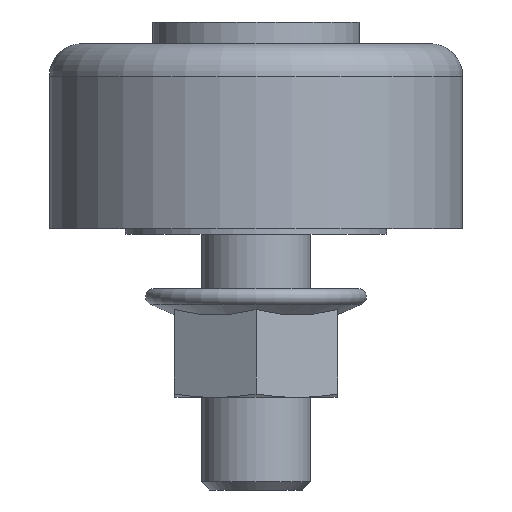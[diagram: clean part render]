
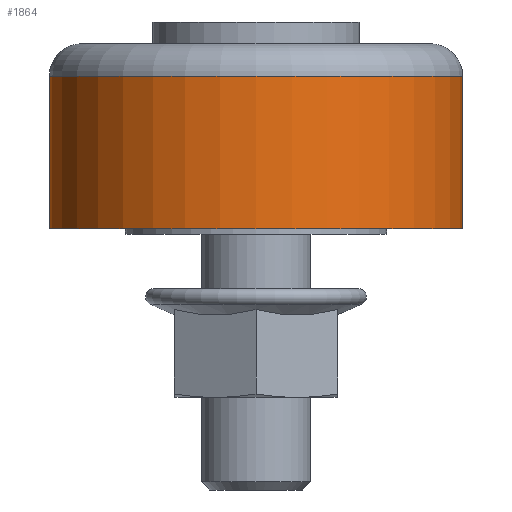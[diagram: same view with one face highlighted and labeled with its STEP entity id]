
A CAD part, front view. The second image highlights one B-rep face of the part: STEP entity #1864.
In plain terms, the highlighted cylindrical face has radius 19 mm (diameter 38 mm), a partial arc.
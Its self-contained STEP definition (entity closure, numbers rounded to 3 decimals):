
#1149=CARTESIAN_POINT('',(-19.0,0.0,14.));
#1150=VERTEX_POINT('',#1149);
#1181=CARTESIAN_POINT('',(19.0,0.0,14.));
#1182=VERTEX_POINT('',#1181);
#1200=CARTESIAN_POINT('',(0.0,0.0,14.));
#1201=DIRECTION('',(0.0,0.0,1.0));
#1202=DIRECTION('',(0.0,-1.0,0.0));
#1203=AXIS2_PLACEMENT_3D('',#1200,#1201,#1202);
#1204=CIRCLE('',#1203,19.0);
#1205=EDGE_CURVE('',#1150,#1182,#1204,.T.);
#1649=CARTESIAN_POINT('',(-19.0,0.0,0.0));
#1650=VERTEX_POINT('',#1649);
#1657=CARTESIAN_POINT('',(-19.0,0.0,0.0));
#1658=DIRECTION('',(0.0,0.0,1.0));
#1659=VECTOR('',#1658,14.);
#1660=LINE('',#1657,#1659);
#1661=EDGE_CURVE('',#1650,#1150,#1660,.T.);
#1825=CARTESIAN_POINT('',(19.0,0.0,0.0));
#1826=VERTEX_POINT('',#1825);
#1827=CARTESIAN_POINT('',(19.0,0.0,0.0));
#1828=DIRECTION('',(0.0,0.0,1.0));
#1829=VECTOR('',#1828,14.);
#1830=LINE('',#1827,#1829);
#1831=EDGE_CURVE('',#1826,#1182,#1830,.T.);
#1847=CARTESIAN_POINT('',(0.0,0.0,0.0));
#1848=DIRECTION('',(0.0,0.0,1.0));
#1849=DIRECTION('',(1.0,0.0,0.0));
#1850=AXIS2_PLACEMENT_3D('',#1847,#1848,#1849);
#1851=CYLINDRICAL_SURFACE('',#1850,19.0);
#1852=ORIENTED_EDGE('',*,*,#1205,.F.);
#1853=ORIENTED_EDGE('',*,*,#1661,.F.);
#1854=CARTESIAN_POINT('',(0.0,0.0,0.0));
#1855=DIRECTION('',(0.0,0.0,-1.0));
#1856=DIRECTION('',(1.0,0.0,0.0));
#1857=AXIS2_PLACEMENT_3D('',#1854,#1855,#1856);
#1858=CIRCLE('',#1857,19.0);
#1859=EDGE_CURVE('',#1826,#1650,#1858,.T.);
#1860=ORIENTED_EDGE('',*,*,#1859,.F.);
#1861=ORIENTED_EDGE('',*,*,#1831,.T.);
#1862=EDGE_LOOP('',(#1852,#1853,#1860,#1861));
#1863=FACE_OUTER_BOUND('',#1862,.T.);
#1864=ADVANCED_FACE('',(#1863),#1851,.T.);
